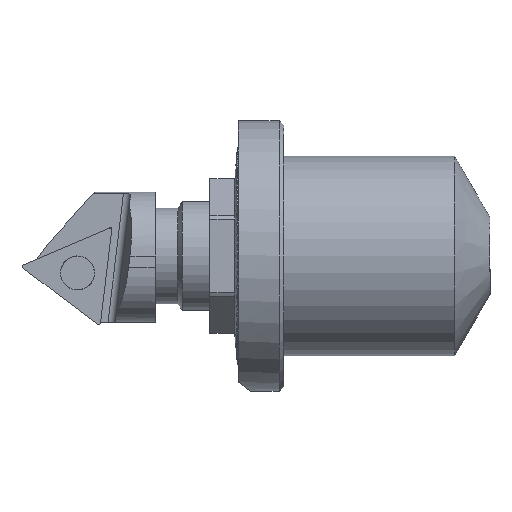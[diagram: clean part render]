
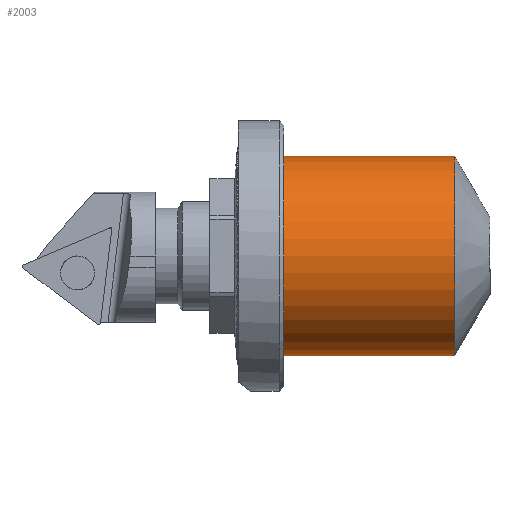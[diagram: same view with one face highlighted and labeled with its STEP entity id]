
A CAD part, front view. The second image highlights one B-rep face of the part: STEP entity #2003.
In plain terms, the highlighted cylindrical face has radius 10.993 mm (diameter 21.986 mm), a full revolution.
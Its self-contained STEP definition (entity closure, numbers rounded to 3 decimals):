
#1599=CYLINDRICAL_SURFACE('',#7157,10.993);
#2003=ADVANCED_FACE('',(#2667,#2668),#1599,.T.);
#2667=FACE_BOUND('',#2768,.T.);
#2668=FACE_BOUND('',#2769,.T.);
#2768=EDGE_LOOP('',(#3366));
#2769=EDGE_LOOP('',(#3367));
#3366=ORIENTED_EDGE('',*,*,#5935,.F.);
#3367=ORIENTED_EDGE('',*,*,#5839,.T.);
#5143=VERTEX_POINT('',#9674);
#5235=VERTEX_POINT('',#9877);
#5839=EDGE_CURVE('',#5143,#5143,#6770,.T.);
#5935=EDGE_CURVE('',#5235,#5235,#6795,.T.);
#6770=CIRCLE('',#7114,10.993);
#6795=CIRCLE('',#7154,10.993);
#7114=AXIS2_PLACEMENT_3D('',#9673,#7837,#7838);
#7154=AXIS2_PLACEMENT_3D('',#9876,#7988,#7989);
#7157=AXIS2_PLACEMENT_3D('',#9881,#7994,#7995);
#7837=DIRECTION('',(1.,0.,0.));
#7838=DIRECTION('',(0.,0.,-1.));
#7988=DIRECTION('',(1.,0.,0.));
#7989=DIRECTION('',(0.,0.,1.));
#7994=DIRECTION('',(1.,0.,0.));
#7995=DIRECTION('',(0.,0.,1.));
#9673=CARTESIAN_POINT('',(0.,0.,0.));
#9674=CARTESIAN_POINT('',(0.,0.,-10.993));
#9876=CARTESIAN_POINT('',(18.8,0.,0.));
#9877=CARTESIAN_POINT('',(18.8,0.,10.993));
#9881=CARTESIAN_POINT('',(87.976,0.,0.));
